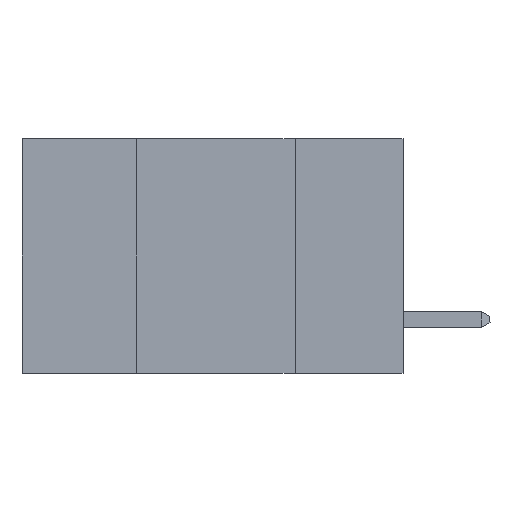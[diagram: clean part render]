
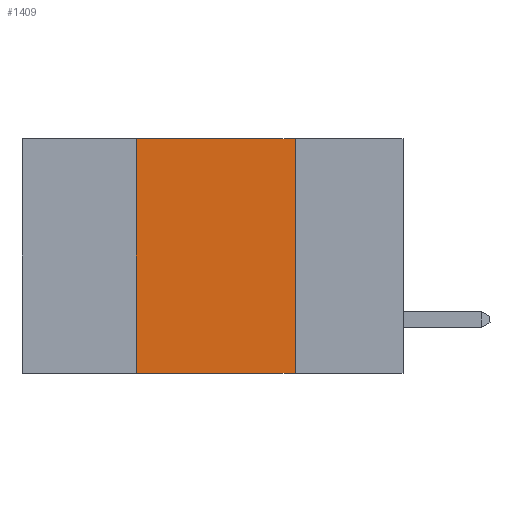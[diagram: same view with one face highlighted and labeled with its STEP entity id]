
A CAD part, left-side view. The second image highlights one B-rep face of the part: STEP entity #1409.
In plain terms, the highlighted planar face has unit normal (-1, 0, 0).
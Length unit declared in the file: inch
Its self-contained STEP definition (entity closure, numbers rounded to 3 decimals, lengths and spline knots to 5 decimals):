
#253 = EDGE_CURVE ( 'NONE', #8304, #11114, #4483, .T. ) ;
#362 = DIRECTION ( 'NONE',  ( 0., -1., 0. ) ) ;
#491 = AXIS2_PLACEMENT_3D ( 'NONE', #9490, #9487, #9451 ) ;
#1392 = EDGE_LOOP ( 'NONE', ( #2784, #5193, #7794, #9886 ) ) ;
#1409 = ADVANCED_FACE ( 'NONE', ( #2792 ), #6616, .F. ) ;
#1474 = CARTESIAN_POINT ( 'NONE',  ( 0., 0.42, 0. ) ) ;
#1631 = DIRECTION ( 'NONE',  ( 0., 0., 1. ) ) ;
#1978 = VECTOR ( 'NONE', #5935, 39.37008 ) ;
#2294 = LINE ( 'NONE', #4890, #4508 ) ;
#2350 = CARTESIAN_POINT ( 'NONE',  ( 0., 0.42, -0.37 ) ) ;
#2489 = EDGE_CURVE ( 'NONE', #8304, #9160, #4509, .T. ) ;
#2784 = ORIENTED_EDGE ( 'NONE', *, *, #7924, .F. ) ;
#2792 = FACE_OUTER_BOUND ( 'NONE', #1392, .T. ) ;
#3496 = CARTESIAN_POINT ( 'NONE',  ( 0., 0.17, -0.37 ) ) ;
#4483 = LINE ( 'NONE', #1474, #4745 ) ;
#4508 = VECTOR ( 'NONE', #5185, 39.37008 ) ;
#4509 = LINE ( 'NONE', #5613, #1978 ) ;
#4745 = VECTOR ( 'NONE', #1631, 39.37008 ) ;
#4760 = VECTOR ( 'NONE', #362, 39.37008 ) ;
#4890 = CARTESIAN_POINT ( 'NONE',  ( 0., 0.17, 0. ) ) ;
#5185 = DIRECTION ( 'NONE',  ( 0., 0., -1. ) ) ;
#5193 = ORIENTED_EDGE ( 'NONE', *, *, #8336, .F. ) ;
#5613 = CARTESIAN_POINT ( 'NONE',  ( 0., 0.6, -0.37 ) ) ;
#5935 = DIRECTION ( 'NONE',  ( 0., -1., 0. ) ) ;
#6408 = VERTEX_POINT ( 'NONE', #11234 ) ;
#6616 = PLANE ( 'NONE',  #491 ) ;
#7639 = CARTESIAN_POINT ( 'NONE',  ( 0., 0.42, 0. ) ) ;
#7794 = ORIENTED_EDGE ( 'NONE', *, *, #253, .F. ) ;
#7924 = EDGE_CURVE ( 'NONE', #6408, #9160, #2294, .T. ) ;
#8304 = VERTEX_POINT ( 'NONE', #2350 ) ;
#8336 = EDGE_CURVE ( 'NONE', #11114, #6408, #11267, .T. ) ;
#9160 = VERTEX_POINT ( 'NONE', #3496 ) ;
#9451 = DIRECTION ( 'NONE',  ( 0., 0., -1. ) ) ;
#9487 = DIRECTION ( 'NONE',  ( 1., 0., 0. ) ) ;
#9490 = CARTESIAN_POINT ( 'NONE',  ( 0., 0.6, 0. ) ) ;
#9886 = ORIENTED_EDGE ( 'NONE', *, *, #2489, .T. ) ;
#10883 = CARTESIAN_POINT ( 'NONE',  ( 0., 0.6, 0. ) ) ;
#11114 = VERTEX_POINT ( 'NONE', #7639 ) ;
#11234 = CARTESIAN_POINT ( 'NONE',  ( 0., 0.17, 0. ) ) ;
#11267 = LINE ( 'NONE', #10883, #4760 ) ;
